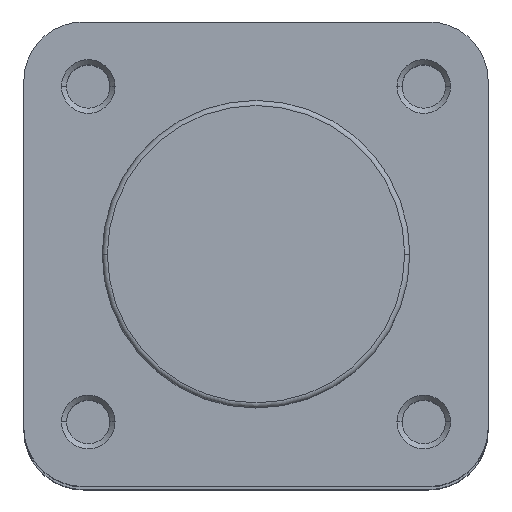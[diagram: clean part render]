
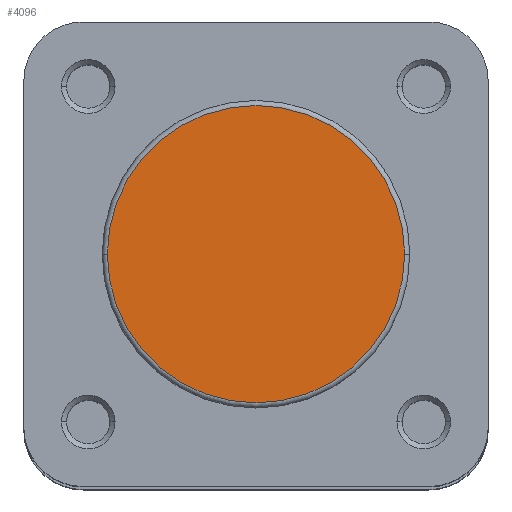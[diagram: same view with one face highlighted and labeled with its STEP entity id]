
A CAD part, top view. The second image highlights one B-rep face of the part: STEP entity #4096.
In plain terms, the highlighted planar face has unit normal (0, 0, 1).
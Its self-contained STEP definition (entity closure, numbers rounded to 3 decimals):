
#267 = CARTESIAN_POINT ( 'NONE',  ( 14.4, 0., 0. ) ) ;
#341 = CARTESIAN_POINT ( 'NONE',  ( -14.4, 0., 0. ) ) ;
#719 = CARTESIAN_POINT ( 'NONE',  ( 0., 14.9, 0. ) ) ;
#720 = PLANE ( 'NONE',  #2158 ) ;
#722 = DIRECTION ( 'NONE',  ( 0., 0., -1. ) ) ;
#723 = DIRECTION ( 'NONE',  ( -1., 0., 0. ) ) ;
#1654 = EDGE_CURVE ( 'NONE', #2535, #2461, #5288, .T. ) ;
#1698 = EDGE_CURVE ( 'NONE', #2461, #2535, #5350, .T. ) ;
#1988 = AXIS2_PLACEMENT_3D ( 'NONE', #3223, #3224, #3225 ) ;
#2013 = AXIS2_PLACEMENT_3D ( 'NONE', #3324, #3335, #3336 ) ;
#2158 = AXIS2_PLACEMENT_3D ( 'NONE', #719, #722, #723 ) ;
#2461 = VERTEX_POINT ( 'NONE', #267 ) ;
#2535 = VERTEX_POINT ( 'NONE', #341 ) ;
#3223 = CARTESIAN_POINT ( 'NONE',  ( 0., 0., 0. ) ) ;
#3224 = DIRECTION ( 'NONE',  ( 0., 0., 1. ) ) ;
#3225 = DIRECTION ( 'NONE',  ( -1., 0., 0. ) ) ;
#3324 = CARTESIAN_POINT ( 'NONE',  ( 0., 0., 0. ) ) ;
#3335 = DIRECTION ( 'NONE',  ( 0., 0., 1. ) ) ;
#3336 = DIRECTION ( 'NONE',  ( -1., 0., 0. ) ) ;
#3664 = ORIENTED_EDGE ( 'NONE', *, *, #1654, .T. ) ;
#3786 = ORIENTED_EDGE ( 'NONE', *, *, #1698, .T. ) ;
#4096 = ADVANCED_FACE ( 'NONE', ( #5804 ), #720, .F. ) ;
#4465 = EDGE_LOOP ( 'NONE', ( #3664, #3786 ) ) ;
#5288 = CIRCLE ( 'NONE', #1988, 14.4 ) ;
#5350 = CIRCLE ( 'NONE', #2013, 14.4 ) ;
#5804 = FACE_OUTER_BOUND ( 'NONE', #4465, .T. ) ;
